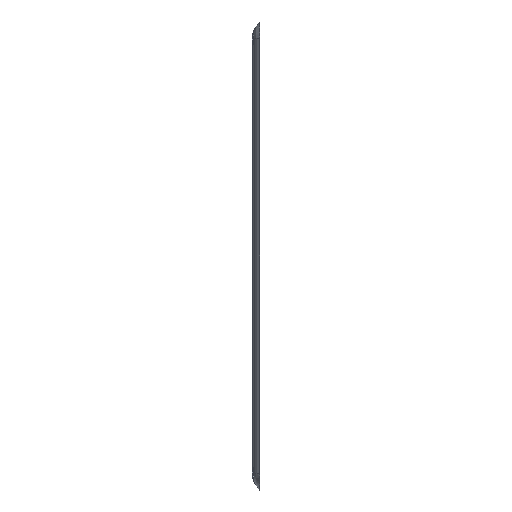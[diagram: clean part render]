
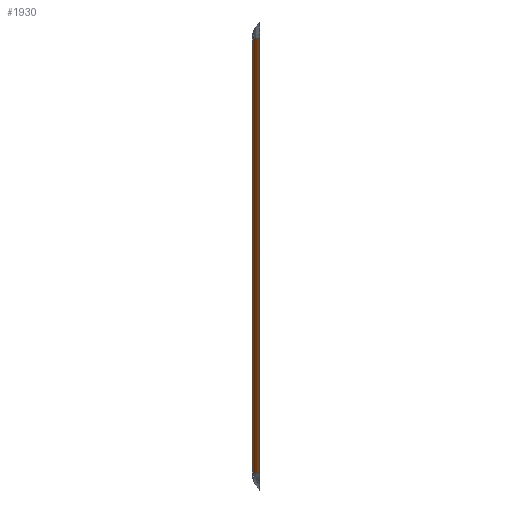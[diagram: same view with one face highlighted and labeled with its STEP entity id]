
A CAD part, left-side view. The second image highlights one B-rep face of the part: STEP entity #1930.
In plain terms, the highlighted cylindrical face has radius 5 mm (diameter 10 mm), a partial arc.
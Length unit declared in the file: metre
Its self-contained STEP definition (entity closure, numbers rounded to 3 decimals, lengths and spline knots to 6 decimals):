
#17=B_SPLINE_CURVE_WITH_KNOTS('',3,(#3186,#3187,#3188,#3189,#3190),
 .UNSPECIFIED.,.F.,.F.,(4,1,4),(0.,0.001338,0.002676),
 .UNSPECIFIED.);
#19=B_SPLINE_CURVE_WITH_KNOTS('',3,(#3205,#3206,#3207,#3208,#3209),
 .UNSPECIFIED.,.F.,.F.,(4,1,4),(0.,0.001338,0.002676),
 .UNSPECIFIED.);
#239=LINE('',#3252,#415);
#242=LINE('',#3256,#418);
#415=VECTOR('',#2644,1.);
#418=VECTOR('',#2649,1.);
#972=ORIENTED_EDGE('',*,*,#1243,.F.);
#973=ORIENTED_EDGE('',*,*,#1230,.F.);
#974=ORIENTED_EDGE('',*,*,#1261,.F.);
#975=ORIENTED_EDGE('',*,*,#1246,.F.);
#976=ORIENTED_EDGE('',*,*,#1259,.T.);
#977=ORIENTED_EDGE('',*,*,#1225,.F.);
#1225=EDGE_CURVE('',#1425,#1422,#17,.T.);
#1230=EDGE_CURVE('',#1430,#1428,#19,.T.);
#1243=EDGE_CURVE('',#1428,#1425,#239,.T.);
#1246=EDGE_CURVE('',#1442,#1443,#242,.T.);
#1259=EDGE_CURVE('',#1442,#1422,#1543,.T.);
#1261=EDGE_CURVE('',#1443,#1430,#1545,.T.);
#1422=VERTEX_POINT('',#3176);
#1425=VERTEX_POINT('',#3185);
#1428=VERTEX_POINT('',#3196);
#1430=VERTEX_POINT('',#3204);
#1442=VERTEX_POINT('',#3257);
#1443=VERTEX_POINT('',#3258);
#1543=CIRCLE('',#2129,0.005);
#1545=CIRCLE('',#2133,0.005);
#1668=EDGE_LOOP('',(#972,#973,#974,#975,#976,#977));
#1792=FACE_BOUND('',#1668,.T.);
#1837=CYLINDRICAL_SURFACE('',#2132,0.005);
#1930=ADVANCED_FACE('',(#1792),#1837,.T.);
#2129=AXIS2_PLACEMENT_3D('',#3282,#2681,#2682);
#2132=AXIS2_PLACEMENT_3D('',#3285,#2687,#2688);
#2133=AXIS2_PLACEMENT_3D('',#3286,#2689,#2690);
#2644=DIRECTION('',(0.,0.,1.));
#2649=DIRECTION('',(0.,0.,-1.));
#2681=DIRECTION('',(0.,0.,-1.));
#2682=DIRECTION('',(0.,1.,0.));
#2687=DIRECTION('',(0.,0.,-1.));
#2688=DIRECTION('',(-1.,0.,0.));
#2689=DIRECTION('',(0.,0.,-1.));
#2690=DIRECTION('',(0.,1.,0.));
#3176=CARTESIAN_POINT('',(-0.045991,0.001202,0.046156));
#3185=CARTESIAN_POINT('',(-0.044291,0.0015,0.044456));
#3186=CARTESIAN_POINT('',(-0.044291,0.0015,0.044456));
#3187=CARTESIAN_POINT('',(-0.044743,0.0015,0.044456));
#3188=CARTESIAN_POINT('',(-0.045618,0.001356,0.044828));
#3189=CARTESIAN_POINT('',(-0.045991,0.001202,0.045703));
#3190=CARTESIAN_POINT('',(-0.045991,0.001202,0.046156));
#3196=CARTESIAN_POINT('',(-0.044291,0.0015,-0.044456));
#3204=CARTESIAN_POINT('',(-0.045991,0.001202,-0.046156));
#3205=CARTESIAN_POINT('',(-0.045991,0.001202,-0.046156));
#3206=CARTESIAN_POINT('',(-0.045991,0.001202,-0.045703));
#3207=CARTESIAN_POINT('',(-0.045619,0.001355,-0.044829));
#3208=CARTESIAN_POINT('',(-0.044743,0.0015,-0.044456));
#3209=CARTESIAN_POINT('',(-0.044291,0.0015,-0.044456));
#3252=CARTESIAN_POINT('',(-0.044291,0.0015,0.046156));
#3256=CARTESIAN_POINT('',(-0.047861,0.,0.046156));
#3257=CARTESIAN_POINT('',(-0.047861,0.,0.046156));
#3258=CARTESIAN_POINT('',(-0.047861,0.,-0.046156));
#3282=CARTESIAN_POINT('',(-0.044291,-0.0035,0.046156));
#3285=CARTESIAN_POINT('',(-0.044291,-0.0035,0.));
#3286=CARTESIAN_POINT('',(-0.044291,-0.0035,-0.046156));
